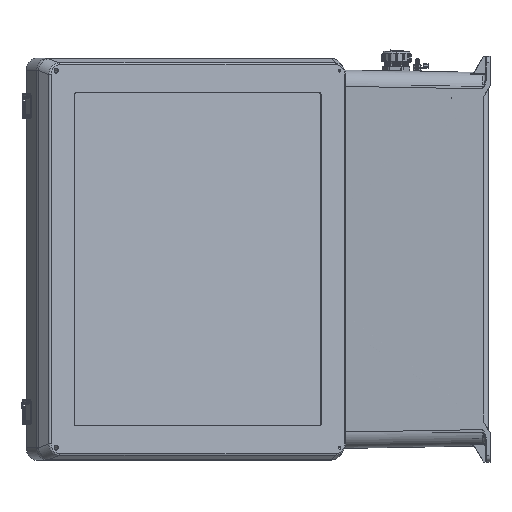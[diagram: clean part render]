
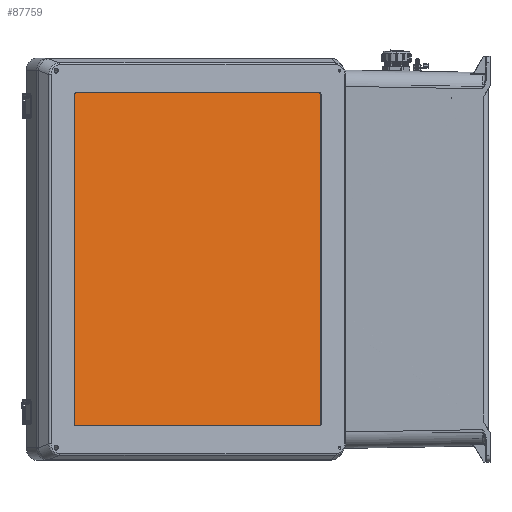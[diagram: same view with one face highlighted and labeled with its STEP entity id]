
A CAD part, left-side view. The second image highlights one B-rep face of the part: STEP entity #87759.
In plain terms, the highlighted face is planar.
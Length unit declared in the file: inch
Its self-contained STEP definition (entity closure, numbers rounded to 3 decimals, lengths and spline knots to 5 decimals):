
#2218 = AXIS2_PLACEMENT_3D ( 'NONE', #16488, #16490, #16492 ) ;
#3895 = AXIS2_PLACEMENT_3D ( 'NONE', #24692, #24693, #24694 ) ;
#3897 = AXIS2_PLACEMENT_3D ( 'NONE', #24711, #24712, #24713 ) ;
#3899 = AXIS2_PLACEMENT_3D ( 'NONE', #24725, #24726, #24727 ) ;
#3901 = AXIS2_PLACEMENT_3D ( 'NONE', #24739, #24740, #24741 ) ;
#8897 = FACE_OUTER_BOUND ( 'NONE', #104293, .T. ) ;
#16471 = PLANE ( 'NONE',  #2218 ) ;
#16488 = CARTESIAN_POINT ( 'NONE',  ( 6.9375, -0.22, -7.9375 ) ) ;
#16490 = DIRECTION ( 'NONE',  ( 0., 1., 0. ) ) ;
#16492 = DIRECTION ( 'NONE',  ( 0., 0., 1. ) ) ;
#24691 = CARTESIAN_POINT ( 'NONE',  ( 6.995, -0.22, 7.9375 ) ) ;
#24692 = CARTESIAN_POINT ( 'NONE',  ( 6.9375, -0.22, -7.9375 ) ) ;
#24693 = DIRECTION ( 'NONE',  ( 0., 1., 0. ) ) ;
#24694 = DIRECTION ( 'NONE',  ( 0., 0., 1. ) ) ;
#24702 = DIRECTION ( 'NONE',  ( 0., 0., -1. ) ) ;
#24710 = CARTESIAN_POINT ( 'NONE',  ( 6.9375, -0.22, 7.995 ) ) ;
#24711 = CARTESIAN_POINT ( 'NONE',  ( 6.9375, -0.22, 7.9375 ) ) ;
#24712 = DIRECTION ( 'NONE',  ( 0., 1., 0. ) ) ;
#24713 = DIRECTION ( 'NONE',  ( 0., 0., 1. ) ) ;
#24717 = DIRECTION ( 'NONE',  ( 1., 0., 0. ) ) ;
#24724 = CARTESIAN_POINT ( 'NONE',  ( -6.995, -0.22, 7.9375 ) ) ;
#24725 = CARTESIAN_POINT ( 'NONE',  ( -6.9375, -0.22, 7.9375 ) ) ;
#24726 = DIRECTION ( 'NONE',  ( 0., 1., 0. ) ) ;
#24727 = DIRECTION ( 'NONE',  ( 0., 0., 1. ) ) ;
#24731 = DIRECTION ( 'NONE',  ( 0., 0., 1. ) ) ;
#24739 = CARTESIAN_POINT ( 'NONE',  ( -6.9375, -0.22, -7.9375 ) ) ;
#24740 = DIRECTION ( 'NONE',  ( 0., 1., 0. ) ) ;
#24741 = DIRECTION ( 'NONE',  ( 0., 0., -1. ) ) ;
#24742 = CARTESIAN_POINT ( 'NONE',  ( 6.9375, -0.22, -7.995 ) ) ;
#24743 = DIRECTION ( 'NONE',  ( -1., 0., 0. ) ) ;
#25605 = CIRCLE ( 'NONE', #3895, 0.0575 ) ;
#25611 = LINE ( 'NONE', #24691, #25627 ) ;
#25621 = CIRCLE ( 'NONE', #3897, 0.0575 ) ;
#25627 = VECTOR ( 'NONE', #24702, 39.37008 ) ;
#25631 = LINE ( 'NONE', #24710, #25647 ) ;
#25641 = CIRCLE ( 'NONE', #3899, 0.0575 ) ;
#25647 = VECTOR ( 'NONE', #24717, 39.37008 ) ;
#25651 = LINE ( 'NONE', #24724, #25667 ) ;
#25661 = CIRCLE ( 'NONE', #3901, 0.0575 ) ;
#25667 = VECTOR ( 'NONE', #24731, 39.37008 ) ;
#25677 = LINE ( 'NONE', #24742, #25683 ) ;
#25683 = VECTOR ( 'NONE', #24743, 39.37008 ) ;
#67461 = CARTESIAN_POINT ( 'NONE',  ( 6.9375, -0.22, -7.995 ) ) ;
#67499 = CARTESIAN_POINT ( 'NONE',  ( 6.995, -0.22, -7.9375 ) ) ;
#67504 = CARTESIAN_POINT ( 'NONE',  ( 6.995, -0.22, 7.9375 ) ) ;
#67507 = CARTESIAN_POINT ( 'NONE',  ( 6.9375, -0.22, 7.995 ) ) ;
#67511 = CARTESIAN_POINT ( 'NONE',  ( -6.9375, -0.22, 7.995 ) ) ;
#67514 = CARTESIAN_POINT ( 'NONE',  ( -6.995, -0.22, 7.9375 ) ) ;
#67517 = CARTESIAN_POINT ( 'NONE',  ( -6.995, -0.22, -7.9375 ) ) ;
#67519 = CARTESIAN_POINT ( 'NONE',  ( -6.9375, -0.22, -7.995 ) ) ;
#74831 = EDGE_CURVE ( 'NONE', #108252, #108228, #25605, .T. ) ;
#74834 = EDGE_CURVE ( 'NONE', #108255, #108252, #25611, .T. ) ;
#74837 = EDGE_CURVE ( 'NONE', #108257, #108255, #25621, .T. ) ;
#74840 = EDGE_CURVE ( 'NONE', #108259, #108257, #25631, .T. ) ;
#74843 = EDGE_CURVE ( 'NONE', #108261, #108259, #25641, .T. ) ;
#74846 = EDGE_CURVE ( 'NONE', #108263, #108261, #25651, .T. ) ;
#74849 = EDGE_CURVE ( 'NONE', #108265, #108263, #25661, .T. ) ;
#74851 = EDGE_CURVE ( 'NONE', #108228, #108265, #25677, .T. ) ;
#78913 = ORIENTED_EDGE ( 'NONE', *, *, #74831, .F. ) ;
#78914 = ORIENTED_EDGE ( 'NONE', *, *, #74834, .F. ) ;
#78915 = ORIENTED_EDGE ( 'NONE', *, *, #74837, .F. ) ;
#78916 = ORIENTED_EDGE ( 'NONE', *, *, #74840, .F. ) ;
#78917 = ORIENTED_EDGE ( 'NONE', *, *, #74843, .F. ) ;
#78918 = ORIENTED_EDGE ( 'NONE', *, *, #74846, .F. ) ;
#78919 = ORIENTED_EDGE ( 'NONE', *, *, #74849, .F. ) ;
#78920 = ORIENTED_EDGE ( 'NONE', *, *, #74851, .F. ) ;
#87759 = ADVANCED_FACE ( 'NONE', ( #8897 ), #16471, .F. ) ;
#104293 = EDGE_LOOP ( 'NONE', ( #78913, #78914, #78915, #78916, #78917, #78918, #78919, #78920 ) ) ;
#108228 = VERTEX_POINT ( 'NONE', #67461 ) ;
#108252 = VERTEX_POINT ( 'NONE', #67499 ) ;
#108255 = VERTEX_POINT ( 'NONE', #67504 ) ;
#108257 = VERTEX_POINT ( 'NONE', #67507 ) ;
#108259 = VERTEX_POINT ( 'NONE', #67511 ) ;
#108261 = VERTEX_POINT ( 'NONE', #67514 ) ;
#108263 = VERTEX_POINT ( 'NONE', #67517 ) ;
#108265 = VERTEX_POINT ( 'NONE', #67519 ) ;
